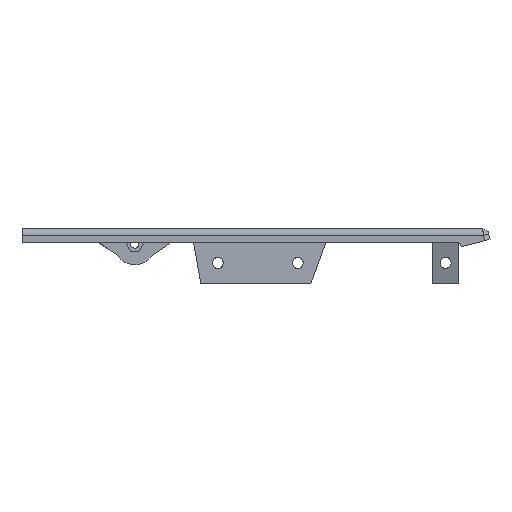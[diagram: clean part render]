
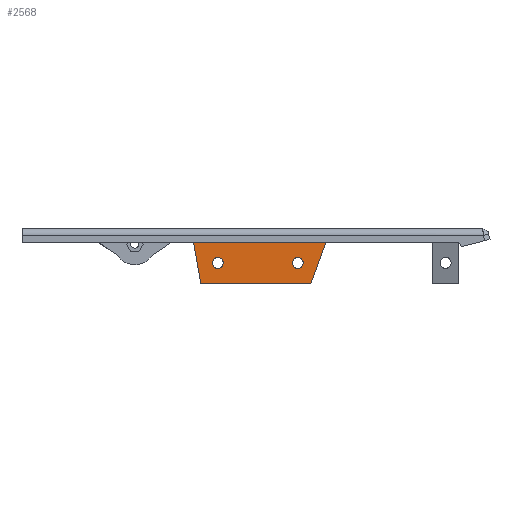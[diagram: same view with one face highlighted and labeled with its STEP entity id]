
A CAD part, left-side view. The second image highlights one B-rep face of the part: STEP entity #2568.
In plain terms, the highlighted planar face has unit normal (-1, 0, 0).
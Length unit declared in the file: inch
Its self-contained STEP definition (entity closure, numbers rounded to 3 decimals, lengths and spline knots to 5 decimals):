
#55 = CARTESIAN_POINT ( 'NONE',  ( -3.15, 0.99071, -0.75 ) ) ;
#84 = ORIENTED_EDGE ( 'NONE', *, *, #4371, .T. ) ;
#182 = EDGE_CURVE ( 'NONE', #5400, #3728, #2825, .T. ) ;
#200 = DIRECTION ( 'NONE',  ( 0., 0., -1. ) ) ;
#220 = VECTOR ( 'NONE', #4968, 39.37008 ) ;
#287 = LINE ( 'NONE', #3552, #2381 ) ;
#427 = PLANE ( 'NONE',  #4289 ) ;
#704 = CARTESIAN_POINT ( 'NONE',  ( -3.15, 2.68183, -0.4745 ) ) ;
#807 = VERTEX_POINT ( 'NONE', #55 ) ;
#883 = DIRECTION ( 'NONE',  ( 0., 0., -1. ) ) ;
#889 = VERTEX_POINT ( 'NONE', #704 ) ;
#890 = FACE_BOUND ( 'NONE', #3364, .T. ) ;
#1042 = DIRECTION ( 'NONE',  ( 0., 1., 0. ) ) ;
#1186 = EDGE_CURVE ( 'NONE', #889, #2373, #5267, .T. ) ;
#1269 = CARTESIAN_POINT ( 'NONE',  ( -3.15, 1.22922, -0.2755 ) ) ;
#1472 = FACE_BOUND ( 'NONE', #2270, .T. ) ;
#1503 = VECTOR ( 'NONE', #6049, 39.37008 ) ;
#1601 = AXIS2_PLACEMENT_3D ( 'NONE', #5149, #2615, #883 ) ;
#1619 = CARTESIAN_POINT ( 'NONE',  ( -3.15, 0.99071, -0.75 ) ) ;
#1625 = CARTESIAN_POINT ( 'NONE',  ( -3.15, 2.68183, -0.375 ) ) ;
#2045 = CIRCLE ( 'NONE', #5538, 0.0995 ) ;
#2104 = CARTESIAN_POINT ( 'NONE',  ( -3.15, 1.22922, -0.4745 ) ) ;
#2148 = CARTESIAN_POINT ( 'NONE',  ( -3.15, 2.68183, -0.2755 ) ) ;
#2231 = CARTESIAN_POINT ( 'NONE',  ( -3.15, 2.99071, -0.75 ) ) ;
#2270 = EDGE_LOOP ( 'NONE', ( #3763, #4358 ) ) ;
#2359 = CARTESIAN_POINT ( 'NONE',  ( -3.15, 2.68183, -0.375 ) ) ;
#2373 = VERTEX_POINT ( 'NONE', #2148 ) ;
#2381 = VECTOR ( 'NONE', #5573, 39.37008 ) ;
#2386 = CARTESIAN_POINT ( 'NONE',  ( -3.15, 0.99071, 0. ) ) ;
#2568 = ADVANCED_FACE ( 'NONE', ( #890, #1472, #4702 ), #427, .F. ) ;
#2615 = DIRECTION ( 'NONE',  ( 1., 0., 0. ) ) ;
#2749 = EDGE_CURVE ( 'NONE', #3229, #3728, #5931, .T. ) ;
#2756 = AXIS2_PLACEMENT_3D ( 'NONE', #2359, #2802, #4730 ) ;
#2780 = CIRCLE ( 'NONE', #1601, 0.0995 ) ;
#2802 = DIRECTION ( 'NONE',  ( 1., 0., 0. ) ) ;
#2825 = LINE ( 'NONE', #2386, #2953 ) ;
#2953 = VECTOR ( 'NONE', #1042, 39.37008 ) ;
#2967 = EDGE_LOOP ( 'NONE', ( #3848, #3066, #4169, #84 ) ) ;
#3062 = EDGE_CURVE ( 'NONE', #807, #3229, #5855, .T. ) ;
#3066 = ORIENTED_EDGE ( 'NONE', *, *, #2749, .F. ) ;
#3186 = VERTEX_POINT ( 'NONE', #2104 ) ;
#3229 = VERTEX_POINT ( 'NONE', #4020 ) ;
#3364 = EDGE_LOOP ( 'NONE', ( #3961, #5015 ) ) ;
#3405 = CARTESIAN_POINT ( 'NONE',  ( -3.15, 3.12295, 0. ) ) ;
#3431 = CARTESIAN_POINT ( 'NONE',  ( -3.15, 0.99071, -0.75 ) ) ;
#3552 = CARTESIAN_POINT ( 'NONE',  ( -3.15, 0.99071, -0.75 ) ) ;
#3728 = VERTEX_POINT ( 'NONE', #3405 ) ;
#3763 = ORIENTED_EDGE ( 'NONE', *, *, #1186, .T. ) ;
#3837 = CARTESIAN_POINT ( 'NONE',  ( -3.15, 0.71773, 0. ) ) ;
#3848 = ORIENTED_EDGE ( 'NONE', *, *, #182, .T. ) ;
#3961 = ORIENTED_EDGE ( 'NONE', *, *, #4103, .T. ) ;
#4020 = CARTESIAN_POINT ( 'NONE',  ( -3.15, 2.99071, -0.75 ) ) ;
#4103 = EDGE_CURVE ( 'NONE', #3186, #4858, #2780, .T. ) ;
#4143 = DIRECTION ( 'NONE',  ( 1., 0., 0. ) ) ;
#4169 = ORIENTED_EDGE ( 'NONE', *, *, #3062, .F. ) ;
#4289 = AXIS2_PLACEMENT_3D ( 'NONE', #3431, #5342, #200 ) ;
#4358 = ORIENTED_EDGE ( 'NONE', *, *, #5596, .T. ) ;
#4371 = EDGE_CURVE ( 'NONE', #807, #5400, #287, .T. ) ;
#4627 = AXIS2_PLACEMENT_3D ( 'NONE', #1625, #5426, #4912 ) ;
#4702 = FACE_OUTER_BOUND ( 'NONE', #2967, .T. ) ;
#4730 = DIRECTION ( 'NONE',  ( 0., 0., -1. ) ) ;
#4858 = VERTEX_POINT ( 'NONE', #1269 ) ;
#4912 = DIRECTION ( 'NONE',  ( 0., 0., -1. ) ) ;
#4968 = DIRECTION ( 'NONE',  ( 0., 1., 0. ) ) ;
#5015 = ORIENTED_EDGE ( 'NONE', *, *, #5771, .T. ) ;
#5149 = CARTESIAN_POINT ( 'NONE',  ( -3.15, 1.22922, -0.375 ) ) ;
#5267 = CIRCLE ( 'NONE', #2756, 0.0995 ) ;
#5342 = DIRECTION ( 'NONE',  ( 1., 0., 0. ) ) ;
#5400 = VERTEX_POINT ( 'NONE', #3837 ) ;
#5426 = DIRECTION ( 'NONE',  ( 1., 0., 0. ) ) ;
#5538 = AXIS2_PLACEMENT_3D ( 'NONE', #5543, #4143, #6045 ) ;
#5543 = CARTESIAN_POINT ( 'NONE',  ( -3.15, 1.22922, -0.375 ) ) ;
#5573 = DIRECTION ( 'NONE',  ( 0., -0.342, 0.94 ) ) ;
#5596 = EDGE_CURVE ( 'NONE', #2373, #889, #5710, .T. ) ;
#5710 = CIRCLE ( 'NONE', #4627, 0.0995 ) ;
#5771 = EDGE_CURVE ( 'NONE', #4858, #3186, #2045, .T. ) ;
#5855 = LINE ( 'NONE', #1619, #220 ) ;
#5931 = LINE ( 'NONE', #2231, #1503 ) ;
#6045 = DIRECTION ( 'NONE',  ( 0., 0., -1. ) ) ;
#6049 = DIRECTION ( 'NONE',  ( 0., 0.174, 0.985 ) ) ;
